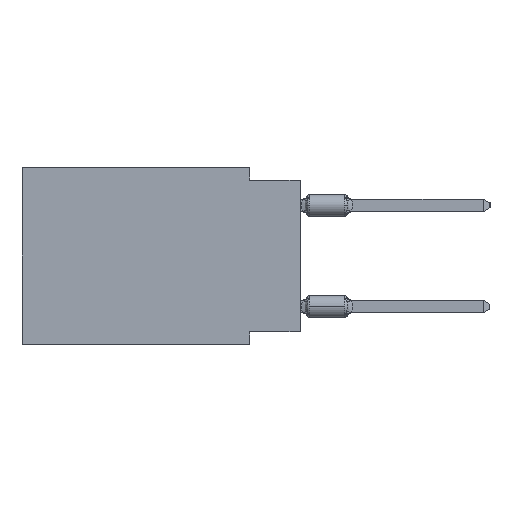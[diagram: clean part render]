
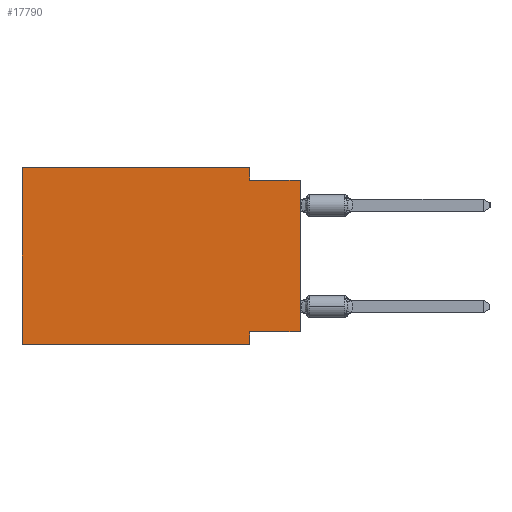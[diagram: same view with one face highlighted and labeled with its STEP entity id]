
A CAD part, left-side view. The second image highlights one B-rep face of the part: STEP entity #17790.
In plain terms, the highlighted planar face has unit normal (-1, 0, 0).
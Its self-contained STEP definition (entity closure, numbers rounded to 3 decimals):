
#510 = VECTOR ( 'NONE', #35724, 1000. ) ;
#1100 = CARTESIAN_POINT ( 'NONE',  ( 0., 2.54, -0.635 ) ) ;
#2372 = VERTEX_POINT ( 'NONE', #1100 ) ;
#3328 = CARTESIAN_POINT ( 'NONE',  ( 0., 2.54, 0. ) ) ;
#6289 = VECTOR ( 'NONE', #9555, 1000. ) ;
#6400 = VECTOR ( 'NONE', #43515, 1000. ) ;
#6657 = PLANE ( 'NONE',  #33871 ) ;
#6805 = CARTESIAN_POINT ( 'NONE',  ( 0., 13.97, -8.89 ) ) ;
#7502 = ORIENTED_EDGE ( 'NONE', *, *, #11824, .T. ) ;
#7959 = CARTESIAN_POINT ( 'NONE',  ( 0., 0., -8.255 ) ) ;
#8342 = CARTESIAN_POINT ( 'NONE',  ( 0., 13.97, 0. ) ) ;
#9555 = DIRECTION ( 'NONE',  ( 0., 0., -1. ) ) ;
#9619 = LINE ( 'NONE', #44680, #47204 ) ;
#9789 = LINE ( 'NONE', #3328, #6289 ) ;
#10158 = VERTEX_POINT ( 'NONE', #38835 ) ;
#11730 = VERTEX_POINT ( 'NONE', #13487 ) ;
#11824 = EDGE_CURVE ( 'NONE', #20731, #34698, #26248, .T. ) ;
#13487 = CARTESIAN_POINT ( 'NONE',  ( 0., 2.54, 0. ) ) ;
#13702 = CARTESIAN_POINT ( 'NONE',  ( 0., 0., -0.635 ) ) ;
#14347 = DIRECTION ( 'NONE',  ( 1., 0., 0. ) ) ;
#14485 = DIRECTION ( 'NONE',  ( 0., -1., 0. ) ) ;
#14628 = CARTESIAN_POINT ( 'NONE',  ( 0., 2.54, -8.255 ) ) ;
#14797 = EDGE_CURVE ( 'NONE', #28150, #34698, #30271, .T. ) ;
#15049 = ORIENTED_EDGE ( 'NONE', *, *, #22136, .F. ) ;
#15101 = FACE_OUTER_BOUND ( 'NONE', #48815, .T. ) ;
#16867 = DIRECTION ( 'NONE',  ( 0., 0., 1. ) ) ;
#17790 = ADVANCED_FACE ( 'NONE', ( #15101 ), #6657, .F. ) ;
#18777 = ORIENTED_EDGE ( 'NONE', *, *, #34630, .F. ) ;
#20612 = DIRECTION ( 'NONE',  ( 0., -1., 0. ) ) ;
#20731 = VERTEX_POINT ( 'NONE', #29383 ) ;
#22064 = CARTESIAN_POINT ( 'NONE',  ( 0., 13.97, 0. ) ) ;
#22093 = ORIENTED_EDGE ( 'NONE', *, *, #44571, .F. ) ;
#22136 = EDGE_CURVE ( 'NONE', #32300, #28150, #27650, .T. ) ;
#25436 = ORIENTED_EDGE ( 'NONE', *, *, #35238, .T. ) ;
#25673 = DIRECTION ( 'NONE',  ( 0., 0., -1. ) ) ;
#25924 = LINE ( 'NONE', #22064, #37947 ) ;
#26248 = LINE ( 'NONE', #6805, #43099 ) ;
#26443 = VECTOR ( 'NONE', #25673, 1000. ) ;
#27650 = LINE ( 'NONE', #7959, #6400 ) ;
#27787 = LINE ( 'NONE', #8342, #510 ) ;
#28150 = VERTEX_POINT ( 'NONE', #14628 ) ;
#29347 = VERTEX_POINT ( 'NONE', #13702 ) ;
#29383 = CARTESIAN_POINT ( 'NONE',  ( 0., 13.97, -8.89 ) ) ;
#29964 = DIRECTION ( 'NONE',  ( 0., 0., -1. ) ) ;
#30271 = LINE ( 'NONE', #33347, #26443 ) ;
#31817 = ORIENTED_EDGE ( 'NONE', *, *, #14797, .F. ) ;
#32300 = VERTEX_POINT ( 'NONE', #43630 ) ;
#33347 = CARTESIAN_POINT ( 'NONE',  ( 0., 2.54, -8.89 ) ) ;
#33871 = AXIS2_PLACEMENT_3D ( 'NONE', #42486, #14347, #29964 ) ;
#34630 = EDGE_CURVE ( 'NONE', #20731, #10158, #25924, .T. ) ;
#34698 = VERTEX_POINT ( 'NONE', #38704 ) ;
#35238 = EDGE_CURVE ( 'NONE', #32300, #29347, #47842, .T. ) ;
#35724 = DIRECTION ( 'NONE',  ( 0., -1., 0. ) ) ;
#36815 = CARTESIAN_POINT ( 'NONE',  ( 0., 0., 0. ) ) ;
#37687 = DIRECTION ( 'NONE',  ( 0., 0., 1. ) ) ;
#37947 = VECTOR ( 'NONE', #37687, 1000. ) ;
#38704 = CARTESIAN_POINT ( 'NONE',  ( 0., 2.54, -8.89 ) ) ;
#38835 = CARTESIAN_POINT ( 'NONE',  ( 0., 13.97, 0. ) ) ;
#42230 = ORIENTED_EDGE ( 'NONE', *, *, #47285, .F. ) ;
#42486 = CARTESIAN_POINT ( 'NONE',  ( 0., 13.97, 0. ) ) ;
#43099 = VECTOR ( 'NONE', #14485, 1000. ) ;
#43515 = DIRECTION ( 'NONE',  ( 0., 1., 0. ) ) ;
#43630 = CARTESIAN_POINT ( 'NONE',  ( 0., 0., -8.255 ) ) ;
#44534 = ORIENTED_EDGE ( 'NONE', *, *, #47992, .F. ) ;
#44571 = EDGE_CURVE ( 'NONE', #10158, #11730, #27787, .T. ) ;
#44680 = CARTESIAN_POINT ( 'NONE',  ( 0., 0., -0.635 ) ) ;
#47015 = VECTOR ( 'NONE', #16867, 1000. ) ;
#47204 = VECTOR ( 'NONE', #20612, 1000. ) ;
#47285 = EDGE_CURVE ( 'NONE', #11730, #2372, #9789, .T. ) ;
#47842 = LINE ( 'NONE', #36815, #47015 ) ;
#47992 = EDGE_CURVE ( 'NONE', #2372, #29347, #9619, .T. ) ;
#48815 = EDGE_LOOP ( 'NONE', ( #25436, #44534, #42230, #22093, #18777, #7502, #31817, #15049 ) ) ;
